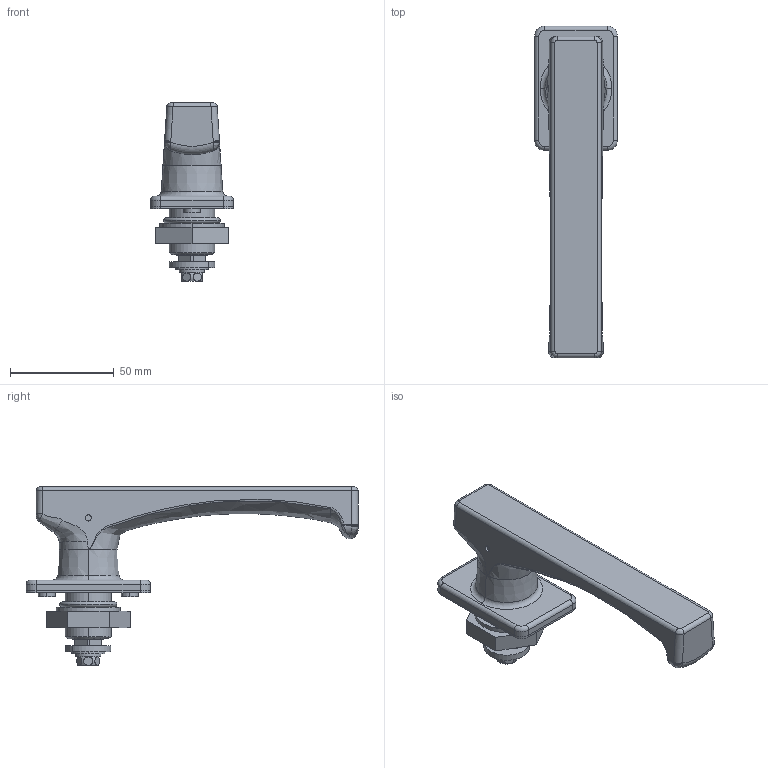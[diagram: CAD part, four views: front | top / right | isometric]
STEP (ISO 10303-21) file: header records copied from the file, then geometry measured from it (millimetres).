
FILE_DESCRIPTION (( 'STEP AP203' ), '1' );
FILE_NAME ('sone3D.STEP', '2013-07-10T06:36:51', ( '' ), ( '' ), 'SwSTEP 2.0', 'SolidWorks 2012', '' );
FILE_SCHEMA (( 'CONFIG_CONTROL_DESIGN' ));
Length unit declared in the file: millimetre
Products named in the file (11): sone3D; ばね座金M6_JIS B 1251 No.2 6; 暯儚僢僔儍乕M6暲娵_M6-冇16亊冇6.3亊t1.0; 廫帤寠晅偒榋妏儃儖僩M6_M6亊16; A-1138-1僗儁乕僒乕_; A-1138-1六角ナット_; A-1138-1儕儞僌儚僢僔儍乕_; A-1138-1パッキン_; A-1138-1軸__A-1138-1-2軸_; A-1138-1ƒnƒ“ƒhƒ‹__A-1138-1-2ƒnƒ“ƒhƒ‹_; A-1138-1角座__A-1138-1角座_
Assembly tree (10 placements, depth 2):
  sone3D
    A-1138-1角座__A-1138-1角座_
    A-1138-1ƒnƒ“ƒhƒ‹__A-1138-1-2ƒnƒ“ƒhƒ‹_
    A-1138-1軸__A-1138-1-2軸_
    A-1138-1パッキン_
    A-1138-1儕儞僌儚僢僔儍乕_
    A-1138-1六角ナット_
    A-1138-1僗儁乕僒乕_
    廫帤寠晅偒榋妏儃儖僩M6_M6亊16
    暯儚僢僔儍乕M6暲娵_M6-冇16亊冇6.3亊t1.0
    ばね座金M6_JIS B 1251 No.2 6
Bounding box: 40 x 160 x 86 mm (x, y, z)
Volume: 60905 mm3; surface area: 52471.4 mm2
Topology: 10 solids, 10 shells, 301 faces, 705 edges, 437 vertices
Faces by surface type: plane 111, cylinder 105, bspline 46, torus 25, cone 14
Entity records: 19511 total; most frequent: CARTESIAN_POINT 11723, ORIENTED_EDGE 1394, DIRECTION 1352, EDGE_CURVE 697, AXIS2_PLACEMENT_3D 536, VERTEX_POINT 437, EDGE_LOOP 338, ADVANCED_FACE 301
